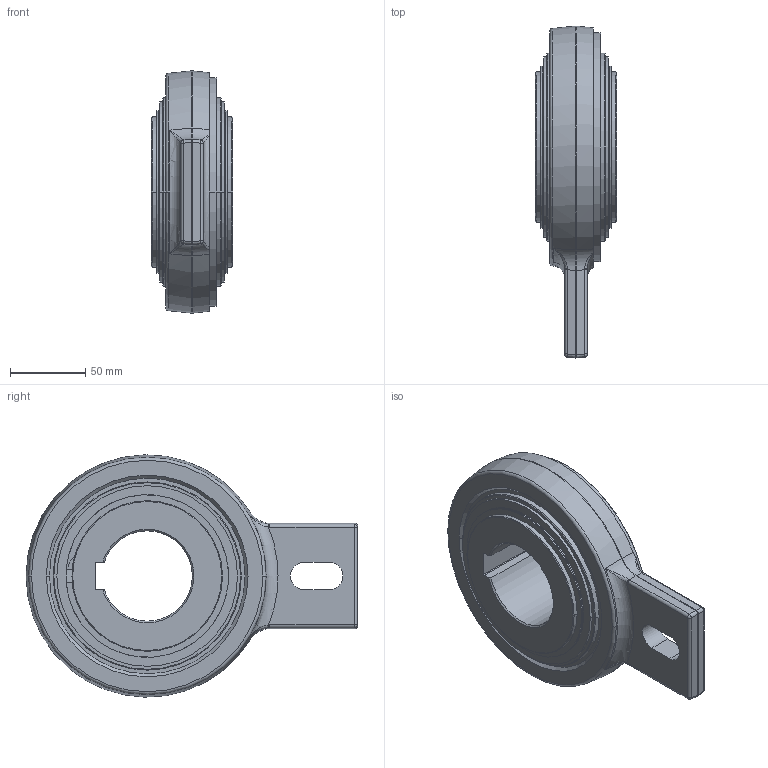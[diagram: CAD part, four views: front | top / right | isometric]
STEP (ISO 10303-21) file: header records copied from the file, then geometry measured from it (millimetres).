
FILE_DESCRIPTION((''),'2;1');
FILE_NAME('_CGS_TEMP_IGS','2023-05-19T',('SYSTEM'),(''),'PRO/ENGINEER BY PARAMETRIC TECHNOLOGY CORPORATION, 2016360','PRO/ENGINEER BY PARAMETRIC TECHNOLOGY CORPORATION, 2016360','');
FILE_SCHEMA(('AUTOMOTIVE_DESIGN { 1 0 10303 214 1 1 1 1 }'));
Length unit declared in the file: inch
Products named in the file (1): _CGS_TEMP_IGS
Bounding box: 54 x 220.48 x 160.95 mm (x, y, z)
Volume: 731154 mm3; surface area: 180281.4 mm2
Topology: 3 solids, 8 shells, 1082 faces, 2989 edges, 1958 vertices
Faces by surface type: plane 786, cylinder 216, cone 35, torus 29, bspline 10, sphere 6
Entity records: 35712 total; most frequent: CARTESIAN_POINT 6577, DIRECTION 6220, ORIENTED_EDGE 5966, EDGE_CURVE 2983, AXIS2_PLACEMENT_3D 2205, VERTEX_POINT 1958, VECTOR 1810, LINE 1810
